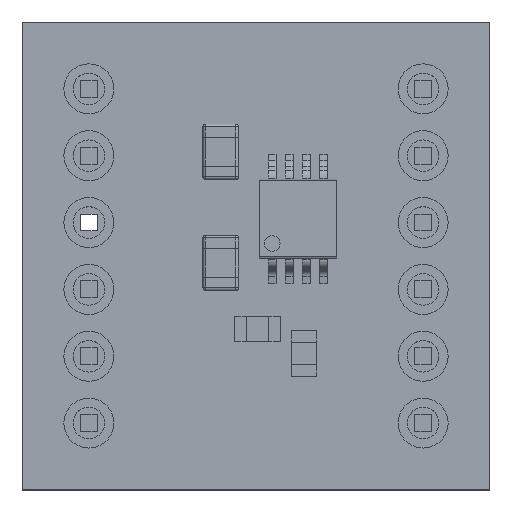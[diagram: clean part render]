
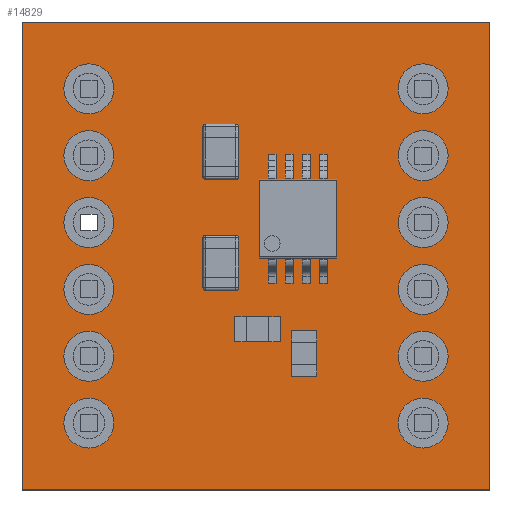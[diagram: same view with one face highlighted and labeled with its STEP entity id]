
A CAD part, top view. The second image highlights one B-rep face of the part: STEP entity #14829.
In plain terms, the highlighted planar face has unit normal (0, 0, 1).
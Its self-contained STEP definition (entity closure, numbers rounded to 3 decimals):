
#177=CIRCLE($,#15880,0.95);
#179=CIRCLE($,#15883,0.95);
#181=CIRCLE($,#15886,0.95);
#183=CIRCLE($,#15889,0.95);
#185=CIRCLE($,#15892,0.95);
#187=CIRCLE($,#15895,0.95);
#189=CIRCLE($,#15898,0.95);
#191=CIRCLE($,#15901,0.95);
#193=CIRCLE($,#15904,0.95);
#195=CIRCLE($,#15907,0.95);
#197=CIRCLE($,#15910,0.95);
#199=CIRCLE($,#15913,0.95);
#473=FACE_BOUND($,#2243,.T.);
#474=FACE_BOUND($,#2244,.T.);
#475=FACE_BOUND($,#2245,.T.);
#476=FACE_BOUND($,#2246,.T.);
#477=FACE_BOUND($,#2247,.T.);
#478=FACE_BOUND($,#2248,.T.);
#479=FACE_BOUND($,#2249,.T.);
#480=FACE_BOUND($,#2250,.T.);
#481=FACE_BOUND($,#2251,.T.);
#482=FACE_BOUND($,#2252,.T.);
#483=FACE_BOUND($,#2253,.T.);
#484=FACE_BOUND($,#2254,.T.);
#1326=FACE_OUTER_BOUND($,#2242,.T.);
#2242=EDGE_LOOP($,(#13207,#13208,#13209,#13210));
#2243=EDGE_LOOP($,(#13211));
#2244=EDGE_LOOP($,(#13212));
#2245=EDGE_LOOP($,(#13213));
#2246=EDGE_LOOP($,(#13214));
#2247=EDGE_LOOP($,(#13215));
#2248=EDGE_LOOP($,(#13216));
#2249=EDGE_LOOP($,(#13217));
#2250=EDGE_LOOP($,(#13218));
#2251=EDGE_LOOP($,(#13219));
#2252=EDGE_LOOP($,(#13220));
#2253=EDGE_LOOP($,(#13221));
#2254=EDGE_LOOP($,(#13222));
#4141=LINE($,#23951,#5941);
#4144=LINE($,#23957,#5944);
#4147=LINE($,#23963,#5947);
#4150=LINE($,#23967,#5950);
#5941=VECTOR($,#19727,17.78);
#5944=VECTOR($,#19732,17.78);
#5947=VECTOR($,#19737,17.78);
#5950=VECTOR($,#19742,17.78);
#7185=VERTEX_POINT($,#23885);
#7187=VERTEX_POINT($,#23890);
#7189=VERTEX_POINT($,#23895);
#7191=VERTEX_POINT($,#23900);
#7193=VERTEX_POINT($,#23905);
#7195=VERTEX_POINT($,#23910);
#7197=VERTEX_POINT($,#23915);
#7199=VERTEX_POINT($,#23920);
#7201=VERTEX_POINT($,#23925);
#7203=VERTEX_POINT($,#23930);
#7205=VERTEX_POINT($,#23935);
#7207=VERTEX_POINT($,#23940);
#7211=VERTEX_POINT($,#23948);
#7212=VERTEX_POINT($,#23950);
#7214=VERTEX_POINT($,#23956);
#7216=VERTEX_POINT($,#23962);
#9199=EDGE_CURVE($,#7185,#7185,#177,.T.);
#9201=EDGE_CURVE($,#7187,#7187,#179,.T.);
#9203=EDGE_CURVE($,#7189,#7189,#181,.T.);
#9205=EDGE_CURVE($,#7191,#7191,#183,.T.);
#9207=EDGE_CURVE($,#7193,#7193,#185,.T.);
#9209=EDGE_CURVE($,#7195,#7195,#187,.T.);
#9211=EDGE_CURVE($,#7197,#7197,#189,.T.);
#9213=EDGE_CURVE($,#7199,#7199,#191,.T.);
#9215=EDGE_CURVE($,#7201,#7201,#193,.T.);
#9217=EDGE_CURVE($,#7203,#7203,#195,.T.);
#9219=EDGE_CURVE($,#7205,#7205,#197,.T.);
#9221=EDGE_CURVE($,#7207,#7207,#199,.T.);
#9225=EDGE_CURVE($,#7212,#7211,#4141,.T.);
#9228=EDGE_CURVE($,#7214,#7212,#4144,.T.);
#9231=EDGE_CURVE($,#7216,#7214,#4147,.T.);
#9234=EDGE_CURVE($,#7211,#7216,#4150,.T.);
#13207=ORIENTED_EDGE($,*,*,#9234,.T.);
#13208=ORIENTED_EDGE($,*,*,#9231,.T.);
#13209=ORIENTED_EDGE($,*,*,#9228,.T.);
#13210=ORIENTED_EDGE($,*,*,#9225,.T.);
#13211=ORIENTED_EDGE($,*,*,#9199,.T.);
#13212=ORIENTED_EDGE($,*,*,#9201,.T.);
#13213=ORIENTED_EDGE($,*,*,#9203,.T.);
#13214=ORIENTED_EDGE($,*,*,#9205,.T.);
#13215=ORIENTED_EDGE($,*,*,#9207,.T.);
#13216=ORIENTED_EDGE($,*,*,#9209,.T.);
#13217=ORIENTED_EDGE($,*,*,#9211,.T.);
#13218=ORIENTED_EDGE($,*,*,#9213,.T.);
#13219=ORIENTED_EDGE($,*,*,#9215,.T.);
#13220=ORIENTED_EDGE($,*,*,#9217,.T.);
#13221=ORIENTED_EDGE($,*,*,#9219,.T.);
#13222=ORIENTED_EDGE($,*,*,#9221,.T.);
#14011=PLANE($,#15920);
#14829=ADVANCED_FACE($,(#1326,#473,#474,#475,#476,#477,#478,#479,#480,#481,
#482,#483,#484),#14011,.T.);
#15880=AXIS2_PLACEMENT_3D($,#23886,#19653,#19654);
#15883=AXIS2_PLACEMENT_3D($,#23891,#19659,#19660);
#15886=AXIS2_PLACEMENT_3D($,#23896,#19665,#19666);
#15889=AXIS2_PLACEMENT_3D($,#23901,#19671,#19672);
#15892=AXIS2_PLACEMENT_3D($,#23906,#19677,#19678);
#15895=AXIS2_PLACEMENT_3D($,#23911,#19683,#19684);
#15898=AXIS2_PLACEMENT_3D($,#23916,#19689,#19690);
#15901=AXIS2_PLACEMENT_3D($,#23921,#19695,#19696);
#15904=AXIS2_PLACEMENT_3D($,#23926,#19701,#19702);
#15907=AXIS2_PLACEMENT_3D($,#23931,#19707,#19708);
#15910=AXIS2_PLACEMENT_3D($,#23936,#19713,#19714);
#15913=AXIS2_PLACEMENT_3D($,#23941,#19719,#19720);
#15920=AXIS2_PLACEMENT_3D($,#23969,#19745,#19746);
#19653=DIRECTION('center_axis',(0.,0.,-1.));
#19654=DIRECTION('ref_axis',(-1.,0.,0.));
#19659=DIRECTION('center_axis',(0.,0.,-1.));
#19660=DIRECTION('ref_axis',(-1.,0.,0.));
#19665=DIRECTION('center_axis',(0.,0.,-1.));
#19666=DIRECTION('ref_axis',(-1.,0.,0.));
#19671=DIRECTION('center_axis',(0.,0.,-1.));
#19672=DIRECTION('ref_axis',(-1.,0.,0.));
#19677=DIRECTION('center_axis',(0.,0.,-1.));
#19678=DIRECTION('ref_axis',(-1.,0.,0.));
#19683=DIRECTION('center_axis',(0.,0.,-1.));
#19684=DIRECTION('ref_axis',(-1.,0.,0.));
#19689=DIRECTION('center_axis',(0.,0.,-1.));
#19690=DIRECTION('ref_axis',(-1.,0.,0.));
#19695=DIRECTION('center_axis',(0.,0.,-1.));
#19696=DIRECTION('ref_axis',(-1.,0.,0.));
#19701=DIRECTION('center_axis',(0.,0.,-1.));
#19702=DIRECTION('ref_axis',(-1.,0.,0.));
#19707=DIRECTION('center_axis',(0.,0.,-1.));
#19708=DIRECTION('ref_axis',(-1.,0.,0.));
#19713=DIRECTION('center_axis',(0.,0.,-1.));
#19714=DIRECTION('ref_axis',(-1.,0.,0.));
#19719=DIRECTION('center_axis',(0.,0.,-1.));
#19720=DIRECTION('ref_axis',(-1.,0.,0.));
#19727=DIRECTION($,(0.,1.,0.));
#19732=DIRECTION($,(1.,0.,0.));
#19737=DIRECTION($,(0.,-1.,0.));
#19742=DIRECTION($,(-1.,0.,0.));
#19745=DIRECTION('center_axis',(0.,0.,1.));
#19746=DIRECTION('ref_axis',(1.,0.,0.));
#23885=CARTESIAN_POINT('',(7.3,6.35,4.14));
#23886=CARTESIAN_POINT('Origin',(6.35,6.35,4.14));
#23890=CARTESIAN_POINT('',(7.3,1.27,4.14));
#23891=CARTESIAN_POINT('Origin',(6.35,1.27,4.14));
#23895=CARTESIAN_POINT('',(7.3,-3.81,4.14));
#23896=CARTESIAN_POINT('Origin',(6.35,-3.81,4.14));
#23900=CARTESIAN_POINT('',(-5.4,6.35,4.14));
#23901=CARTESIAN_POINT('Origin',(-6.35,6.35,4.14));
#23905=CARTESIAN_POINT('',(-5.4,1.27,4.14));
#23906=CARTESIAN_POINT('Origin',(-6.35,1.27,4.14));
#23910=CARTESIAN_POINT('',(-5.4,-3.81,4.14));
#23911=CARTESIAN_POINT('Origin',(-6.35,-3.81,4.14));
#23915=CARTESIAN_POINT('',(-5.4,-1.27,4.14));
#23916=CARTESIAN_POINT('Origin',(-6.35,-1.27,4.14));
#23920=CARTESIAN_POINT('',(-5.4,-6.35,4.14));
#23921=CARTESIAN_POINT('Origin',(-6.35,-6.35,4.14));
#23925=CARTESIAN_POINT('',(-5.4,3.81,4.14));
#23926=CARTESIAN_POINT('Origin',(-6.35,3.81,4.14));
#23930=CARTESIAN_POINT('',(7.3,-1.27,4.14));
#23931=CARTESIAN_POINT('Origin',(6.35,-1.27,4.14));
#23935=CARTESIAN_POINT('',(7.3,-6.35,4.14));
#23936=CARTESIAN_POINT('Origin',(6.35,-6.35,4.14));
#23940=CARTESIAN_POINT('',(7.3,3.81,4.14));
#23941=CARTESIAN_POINT('Origin',(6.35,3.81,4.14));
#23948=CARTESIAN_POINT('',(8.89,8.89,4.14));
#23950=CARTESIAN_POINT('',(8.89,-8.89,4.14));
#23951=CARTESIAN_POINT($,(8.89,8.89,4.14));
#23956=CARTESIAN_POINT('',(-8.89,-8.89,4.14));
#23957=CARTESIAN_POINT($,(8.89,-8.89,4.14));
#23962=CARTESIAN_POINT('',(-8.89,8.89,4.14));
#23963=CARTESIAN_POINT($,(-8.89,-8.89,4.14));
#23967=CARTESIAN_POINT($,(-8.89,8.89,4.14));
#23969=CARTESIAN_POINT('Origin',(0.,0.,4.14));
